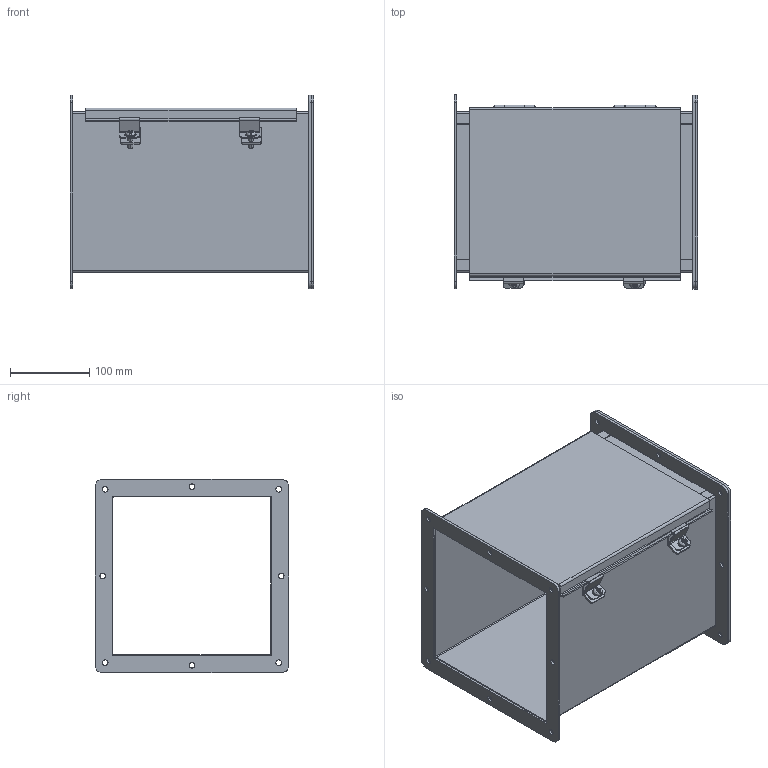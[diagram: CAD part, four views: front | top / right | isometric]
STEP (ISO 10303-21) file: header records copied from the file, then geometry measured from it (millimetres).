
FILE_DESCRIPTION (( 'STEP AP203' ), '1' );
FILE_NAME ('1487E12.step', '2024-04-25T14:39:02', ( '' ), ( '' ), 'SwSTEP 2.0', 'SolidWorks 2023', '' );
FILE_SCHEMA (( 'CONFIG_CONTROL_DESIGN' ));
Length unit declared in the file: inch
Products named in the file (1): 1487E12
Bounding box: 307.98 x 244.63 x 244.47 mm (x, y, z)
Volume: 684673.3 mm3; surface area: 692936.9 mm2
Topology: 19 solids, 19 shells, 422 faces, 1110 edges, 728 vertices
Faces by surface type: plane 222, cylinder 162, bspline 26, cone 12
Entity records: 14365 total; most frequent: CARTESIAN_POINT 3691, ORIENTED_EDGE 2204, DIRECTION 2186, EDGE_CURVE 1102, AXIS2_PLACEMENT_3D 751, VERTEX_POINT 728, LINE 684, VECTOR 684
